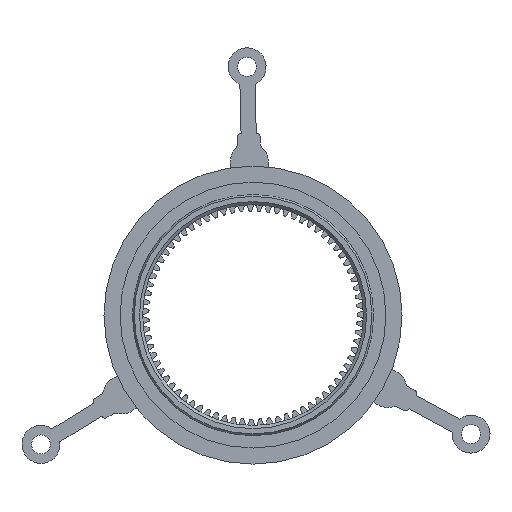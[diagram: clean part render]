
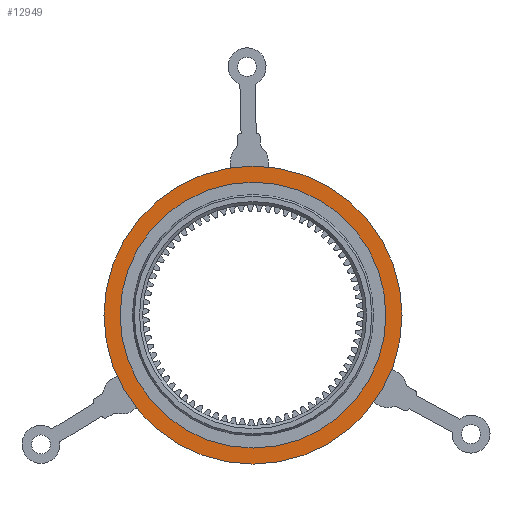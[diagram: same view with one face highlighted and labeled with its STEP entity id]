
A CAD part, front view. The second image highlights one B-rep face of the part: STEP entity #12949.
In plain terms, the highlighted planar face has unit normal (0, -1, 0).
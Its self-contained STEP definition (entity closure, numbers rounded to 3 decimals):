
#187=FACE_BOUND('',#1847,.T.);
#511=PLANE('',#14420);
#1154=FACE_OUTER_BOUND('',#1846,.T.);
#1846=EDGE_LOOP('',(#11425));
#1847=EDGE_LOOP('',(#11426));
#2846=CIRCLE('',#14417,35.);
#2848=CIRCLE('',#14421,39.25);
#5593=VERTEX_POINT('',#24022);
#5595=VERTEX_POINT('',#24030);
#7559=EDGE_CURVE('',#5593,#5593,#2846,.T.);
#7563=EDGE_CURVE('',#5595,#5595,#2848,.T.);
#11425=ORIENTED_EDGE('',*,*,#7563,.T.);
#11426=ORIENTED_EDGE('',*,*,#7559,.T.);
#12949=ADVANCED_FACE('',(#1154,#187),#511,.F.);
#14417=AXIS2_PLACEMENT_3D('',#24023,#17958,#17959);
#14420=AXIS2_PLACEMENT_3D('',#24029,#17966,#17967);
#14421=AXIS2_PLACEMENT_3D('',#24031,#17968,#17969);
#17958=DIRECTION('center_axis',(0.,1.,0.));
#17959=DIRECTION('ref_axis',(0.,0.,-1.));
#17966=DIRECTION('center_axis',(0.,1.,0.));
#17967=DIRECTION('ref_axis',(1.,0.,0.));
#17968=DIRECTION('center_axis',(0.,-1.,0.));
#17969=DIRECTION('ref_axis',(-1.,0.,0.));
#24022=CARTESIAN_POINT('',(0.,-0.8,-35.));
#24023=CARTESIAN_POINT('Origin',(0.,-0.8,0.));
#24029=CARTESIAN_POINT('Origin',(0.,-0.8,0.));
#24030=CARTESIAN_POINT('',(-39.25,-0.8,0.));
#24031=CARTESIAN_POINT('Origin',(0.,-0.8,0.));
